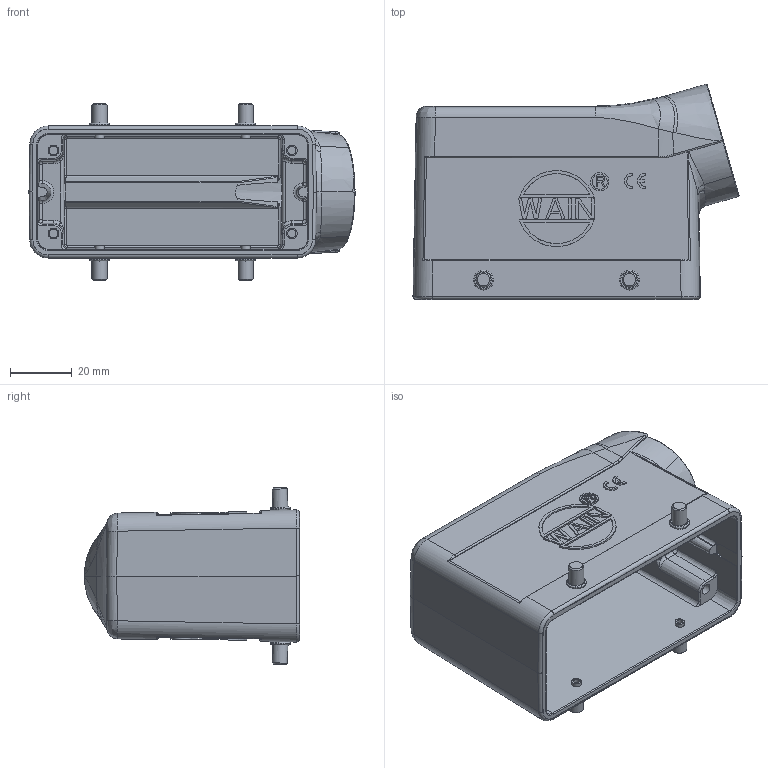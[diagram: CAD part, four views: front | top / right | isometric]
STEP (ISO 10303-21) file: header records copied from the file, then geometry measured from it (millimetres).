
FILE_DESCRIPTION(/* description */ (''),/* implementation_level */ '2;1');
FILE_NAME(/* name */ '3D_1116165301001_EMC.H16B-SE-4B-M32_V1.0_stp.stp',/* time_stamp */ '2024-03-18T16:02:27+08:00',/* author */ (''),/* organization */ (''),/* preprocessor_version */ 'ST-DEVELOPER v18.1',/* originating_system */ 'SIEMENS PLM Software NX 1980',/* authorisation */ '');
FILE_SCHEMA (('AUTOMOTIVE_DESIGN { 1 0 10303 214 3 1 1 1 }'));
Length unit declared in the file: millimetre
Products named in the file (1): 3D_1116165301001_EMC.H16B-SE-4B-M32_V1.0_stp
Bounding box: 106.04 x 70.13 x 57.45 mm (x, y, z)
Volume: 64397.1 mm3; surface area: 40772.3 mm2
Topology: 1 solids, 1 shells, 523 faces, 1279 edges, 801 vertices
Faces by surface type: plane 264, cylinder 125, torus 51, bspline 38, cone 29, extrusion 8, sphere 8
Full cylindrical faces by diameter (mm): 1.9 x4, 2.7 x4, 3 x4, 3.5 x4, 4.9 x6, 5.99 x2, 6.5 x4, 28 x1, 30.4 x1
Entity records: 16937 total; most frequent: CARTESIAN_POINT 5382, ORIENTED_EDGE 2396, DIRECTION 2225, EDGE_CURVE 1198, VERTEX_POINT 777, AXIS2_PLACEMENT_3D 756, VECTOR 713, LINE 705
